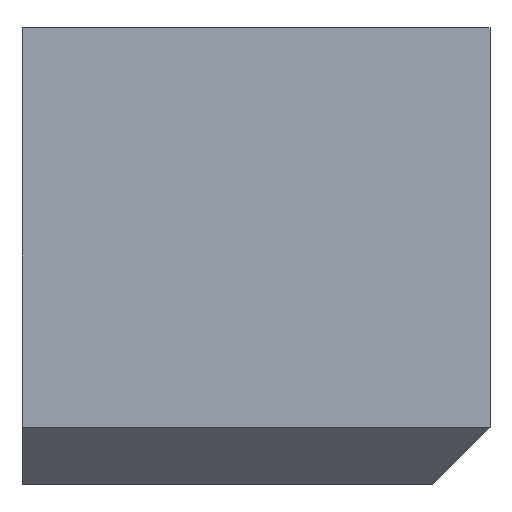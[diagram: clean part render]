
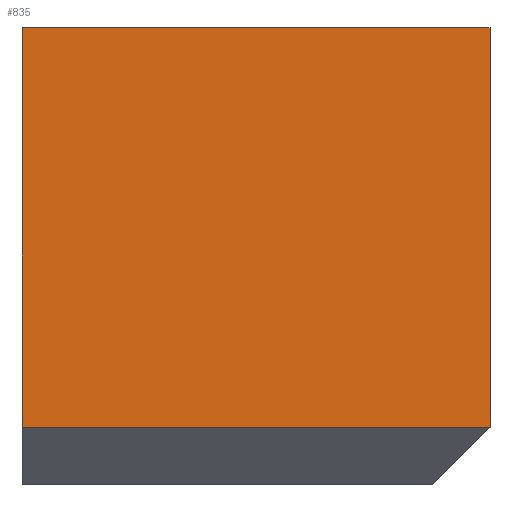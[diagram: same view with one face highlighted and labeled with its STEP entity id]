
A CAD part, front view. The second image highlights one B-rep face of the part: STEP entity #835.
In plain terms, the highlighted planar face has unit normal (0, -1, 0).
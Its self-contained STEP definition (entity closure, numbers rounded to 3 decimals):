
#33 = CARTESIAN_POINT ( 'NONE',  ( 0., 8.475, 9.725 ) ) ;
#77 = CARTESIAN_POINT ( 'NONE',  ( -3.8, 8.475, 9.725 ) ) ;
#109 = LINE ( 'NONE', #33, #621 ) ;
#126 = CARTESIAN_POINT ( 'NONE',  ( -3.8, 8.475, -18.275 ) ) ;
#187 = EDGE_CURVE ( 'NONE', #211, #609, #654, .T. ) ;
#211 = VERTEX_POINT ( 'NONE', #664 ) ;
#241 = DIRECTION ( 'NONE',  ( 1., 0., 0. ) ) ;
#282 = DIRECTION ( 'NONE',  ( 1., 0., 0. ) ) ;
#299 = CARTESIAN_POINT ( 'NONE',  ( 29., 8.475, -18.275 ) ) ;
#325 = DIRECTION ( 'NONE',  ( -1., 0., 0. ) ) ;
#356 = ORIENTED_EDGE ( 'NONE', *, *, #764, .F. ) ;
#392 = VECTOR ( 'NONE', #282, 1000. ) ;
#405 = LINE ( 'NONE', #492, #691 ) ;
#443 = ORIENTED_EDGE ( 'NONE', *, *, #187, .F. ) ;
#469 = EDGE_CURVE ( 'NONE', #504, #609, #780, .T. ) ;
#475 = EDGE_CURVE ( 'NONE', #569, #504, #405, .T. ) ;
#492 = CARTESIAN_POINT ( 'NONE',  ( -3.8, 8.475, -14.275 ) ) ;
#504 = VERTEX_POINT ( 'NONE', #126 ) ;
#521 = DIRECTION ( 'NONE',  ( 0., 0., -1. ) ) ;
#529 = ORIENTED_EDGE ( 'NONE', *, *, #469, .T. ) ;
#569 = VERTEX_POINT ( 'NONE', #77 ) ;
#587 = EDGE_LOOP ( 'NONE', ( #733, #529, #443, #356 ) ) ;
#609 = VERTEX_POINT ( 'NONE', #299 ) ;
#621 = VECTOR ( 'NONE', #241, 1000. ) ;
#654 = LINE ( 'NONE', #717, #695 ) ;
#664 = CARTESIAN_POINT ( 'NONE',  ( 29., 8.475, 9.725 ) ) ;
#683 = AXIS2_PLACEMENT_3D ( 'NONE', #685, #696, #325 ) ;
#685 = CARTESIAN_POINT ( 'NONE',  ( -3.8, 8.475, -14.275 ) ) ;
#691 = VECTOR ( 'NONE', #692, 1000. ) ;
#692 = DIRECTION ( 'NONE',  ( 0., 0., -1. ) ) ;
#695 = VECTOR ( 'NONE', #521, 1000. ) ;
#696 = DIRECTION ( 'NONE',  ( 0., 1., 0. ) ) ;
#717 = CARTESIAN_POINT ( 'NONE',  ( 29., 8.475, -14.275 ) ) ;
#733 = ORIENTED_EDGE ( 'NONE', *, *, #475, .T. ) ;
#764 = EDGE_CURVE ( 'NONE', #569, #211, #109, .T. ) ;
#775 = PLANE ( 'NONE',  #683 ) ;
#780 = LINE ( 'NONE', #934, #392 ) ;
#835 = ADVANCED_FACE ( 'NONE', ( #876 ), #775, .F. ) ;
#876 = FACE_OUTER_BOUND ( 'NONE', #587, .T. ) ;
#934 = CARTESIAN_POINT ( 'NONE',  ( 29., 8.475, -18.275 ) ) ;
